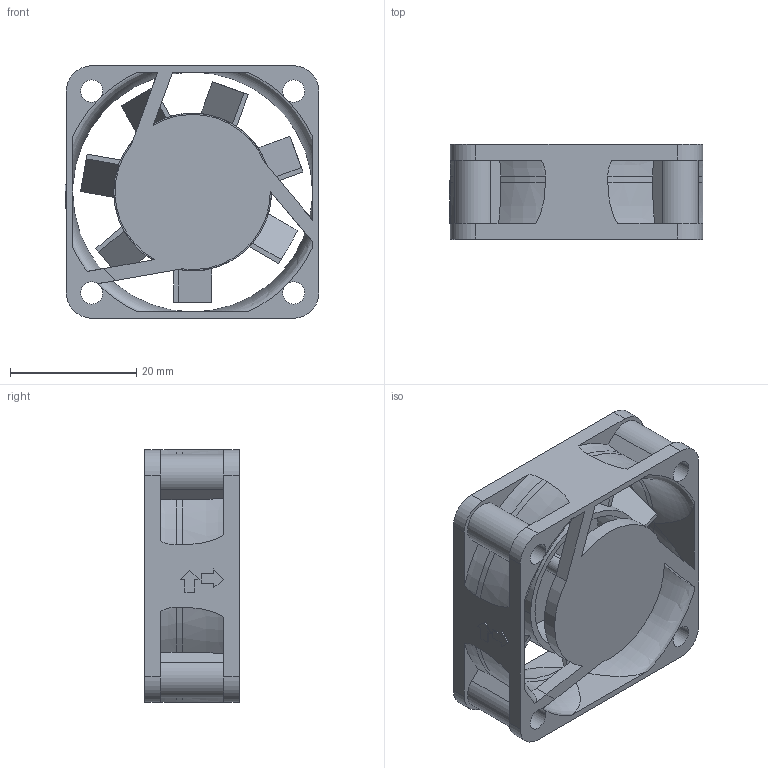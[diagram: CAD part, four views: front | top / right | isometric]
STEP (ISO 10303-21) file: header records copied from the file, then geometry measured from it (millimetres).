
FILE_DESCRIPTION((''),'2;1');
FILE_NAME('4015_ASSY_ASM','2015-09-09T',('JIM.HUANG'),(''),'PRO/ENGINEER BY PARAMETRIC TECHNOLOGY CORPORATION, 2013050','PRO/ENGINEER BY PARAMETRIC TECHNOLOGY CORPORATION, 2013050','');
FILE_SCHEMA(('CONFIG_CONTROL_DESIGN'));
Length unit declared in the file: millimetre
Products named in the file (3): AFB40X40X15; DUMMY_IMPELLER_4015; 4015_ASSY_ASM
Assembly tree (2 placements, depth 2):
  4015_ASSY_ASM
    AFB40X40X15
    DUMMY_IMPELLER_4015
Bounding box: 40.2 x 15 x 40 mm (x, y, z)
Volume: 6932.5 mm3; surface area: 10209.4 mm2
Topology: 2 solids, 2 shells, 164 faces, 498 edges, 333 vertices
Faces by surface type: plane 97, cylinder 41, revolution 24, torus 2
Entity records: 6376 total; most frequent: CARTESIAN_POINT 1826, ORIENTED_EDGE 996, DIRECTION 881, EDGE_CURVE 498, VERTEX_POINT 333, AXIS2_PLACEMENT_3D 311, VECTOR 235, LINE 235
